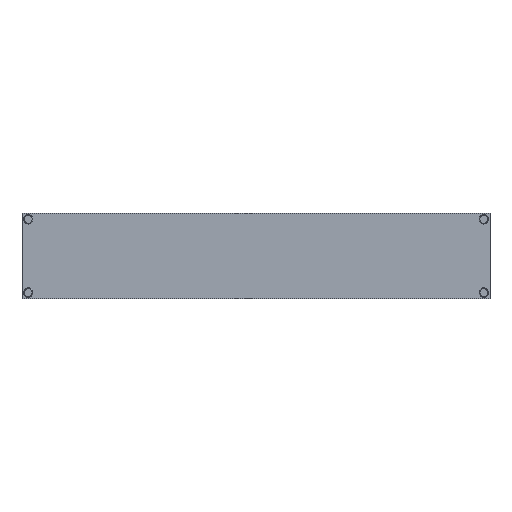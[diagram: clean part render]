
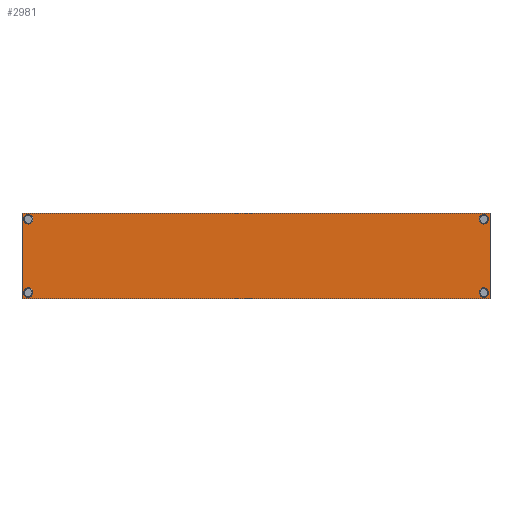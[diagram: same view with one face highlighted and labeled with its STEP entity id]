
A CAD part, top view. The second image highlights one B-rep face of the part: STEP entity #2981.
In plain terms, the highlighted planar face has unit normal (0, 0, 1).
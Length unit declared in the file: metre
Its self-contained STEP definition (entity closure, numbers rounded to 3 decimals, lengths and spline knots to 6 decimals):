
#12=LINE('',#4481,#312);
#16=LINE('',#4489,#316);
#19=LINE('',#4495,#319);
#21=LINE('',#4518,#321);
#312=VECTOR('',#3634,1.);
#316=VECTOR('',#3640,1.);
#319=VECTOR('',#3645,1.);
#321=VECTOR('',#3673,1.);
#799=ORIENTED_EDGE('',*,*,#1547,.F.);
#800=ORIENTED_EDGE('',*,*,#1545,.F.);
#801=ORIENTED_EDGE('',*,*,#1543,.F.);
#802=ORIENTED_EDGE('',*,*,#1541,.F.);
#803=ORIENTED_EDGE('',*,*,#1533,.F.);
#804=ORIENTED_EDGE('',*,*,#1537,.T.);
#805=ORIENTED_EDGE('',*,*,#1540,.T.);
#806=ORIENTED_EDGE('',*,*,#1550,.F.);
#1533=EDGE_CURVE('',#1925,#1926,#12,.T.);
#1537=EDGE_CURVE('',#1925,#1928,#16,.T.);
#1540=EDGE_CURVE('',#1928,#1930,#19,.T.);
#1541=EDGE_CURVE('',#1931,#1931,#2207,.T.);
#1543=EDGE_CURVE('',#1933,#1933,#2209,.T.);
#1545=EDGE_CURVE('',#1935,#1935,#2211,.T.);
#1547=EDGE_CURVE('',#1937,#1937,#2213,.T.);
#1550=EDGE_CURVE('',#1926,#1930,#21,.T.);
#1925=VERTEX_POINT('',#4480);
#1926=VERTEX_POINT('',#4482);
#1928=VERTEX_POINT('',#4488);
#1930=VERTEX_POINT('',#4494);
#1931=VERTEX_POINT('',#4498);
#1933=VERTEX_POINT('',#4503);
#1935=VERTEX_POINT('',#4508);
#1937=VERTEX_POINT('',#4513);
#2207=CIRCLE('',#3272,0.004);
#2209=CIRCLE('',#3275,0.004);
#2211=CIRCLE('',#3278,0.004);
#2213=CIRCLE('',#3281,0.004);
#2339=EDGE_LOOP('',(#799));
#2340=EDGE_LOOP('',(#800));
#2341=EDGE_LOOP('',(#801));
#2342=EDGE_LOOP('',(#802));
#2343=EDGE_LOOP('',(#803,#804,#805,#806));
#2607=FACE_BOUND('',#2339,.T.);
#2608=FACE_BOUND('',#2340,.T.);
#2609=FACE_BOUND('',#2341,.T.);
#2610=FACE_BOUND('',#2342,.T.);
#2611=FACE_BOUND('',#2343,.T.);
#2827=PLANE('',#3284);
#2981=ADVANCED_FACE('',(#2607,#2608,#2609,#2610,#2611),#2827,.T.);
#3272=AXIS2_PLACEMENT_3D('',#4497,#3648,#3649);
#3275=AXIS2_PLACEMENT_3D('',#4502,#3654,#3655);
#3278=AXIS2_PLACEMENT_3D('',#4507,#3660,#3661);
#3281=AXIS2_PLACEMENT_3D('',#4512,#3666,#3667);
#3284=AXIS2_PLACEMENT_3D('',#4519,#3674,#3675);
#3634=DIRECTION('',(-1.,0.,0.));
#3640=DIRECTION('',(0.,1.,0.));
#3645=DIRECTION('',(-1.,0.,0.));
#3648=DIRECTION('',(0.,0.,1.));
#3649=DIRECTION('',(-1.,0.,0.));
#3654=DIRECTION('',(0.,0.,1.));
#3655=DIRECTION('',(-1.,0.,0.));
#3660=DIRECTION('',(0.,0.,1.));
#3661=DIRECTION('',(-1.,0.,0.));
#3666=DIRECTION('',(0.,0.,1.));
#3667=DIRECTION('',(-1.,0.,0.));
#3673=DIRECTION('',(0.,1.,0.));
#3674=DIRECTION('',(0.,0.,1.));
#3675=DIRECTION('',(1.,0.,0.));
#4480=CARTESIAN_POINT('',(0.3,0.055,0.056));
#4481=CARTESIAN_POINT('',(0.145,0.055,0.056));
#4482=CARTESIAN_POINT('',(-0.3,0.055,0.056));
#4488=CARTESIAN_POINT('',(0.3,0.165,0.056));
#4489=CARTESIAN_POINT('',(0.3,0.0875,0.056));
#4494=CARTESIAN_POINT('',(-0.3,0.165,0.056));
#4495=CARTESIAN_POINT('',(0.145,0.165,0.056));
#4497=CARTESIAN_POINT('',(-0.292,0.063,0.056));
#4498=CARTESIAN_POINT('',(-0.296,0.063,0.056));
#4502=CARTESIAN_POINT('',(0.292,0.063,0.056));
#4503=CARTESIAN_POINT('',(0.288,0.063,0.056));
#4507=CARTESIAN_POINT('',(0.292,0.157,0.056));
#4508=CARTESIAN_POINT('',(0.288,0.157,0.056));
#4512=CARTESIAN_POINT('',(-0.292,0.157,0.056));
#4513=CARTESIAN_POINT('',(-0.296,0.157,0.056));
#4518=CARTESIAN_POINT('',(-0.3,0.0875,0.056));
#4519=CARTESIAN_POINT('',(0.,0.11,0.056));
